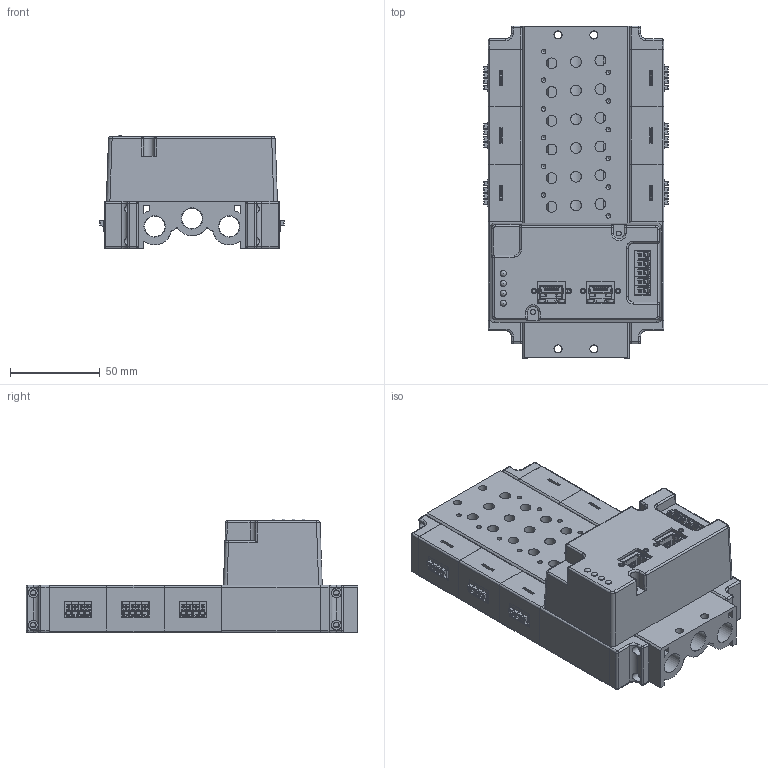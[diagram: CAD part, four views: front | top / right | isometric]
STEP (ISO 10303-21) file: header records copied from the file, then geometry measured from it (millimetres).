
FILE_DESCRIPTION(/* description */ (''),/* implementation_level */ '2;1');
FILE_NAME(/* name */ '',/* time_stamp */ '2025-01-20T14:42:27+08:00',/* author */ (''),/* organization */ (''),/* preprocessor_version */ 'ST-DEVELOPER v14',/* originating_system */ 'SIEMENS PLM Software NX 8.0',/* authorisation */ '');
FILE_SCHEMA (('AUTOMOTIVE_DESIGN { 1 0 10303 214 3 1 1 1 }'));
Products named in the file (1): Admi344802A2d4i7
Bounding box: 102.96 x 185 x 63.34 mm (x, y, z)
Volume: 500750.3 mm3; surface area: 137043.7 mm2
Topology: 2 solids, 3 shells, 4731 faces, 13630 edges, 8809 vertices
Faces by surface type: plane 3468, cylinder 938, bspline 126, sphere 68, torus 63, cone 55, extrusion 13
Full cylindrical faces by diameter (mm): 0.45 x48, 1.8 x4, 2.5 x14, 2.7 x2, 3 x8, 3.2 x12, 3.221 x4, 3.5 x4, 4.5 x4, 5.5 x8, 6 x18, 11.5 x3, 11.8 x6
Entity records: 163975 total; most frequent: CARTESIAN_POINT 40909, ORIENTED_EDGE 26442, DIRECTION 24316, EDGE_CURVE 13221, VECTOR 10134, LINE 10121, VERTEX_POINT 8685, AXIS2_PLACEMENT_3D 7091
